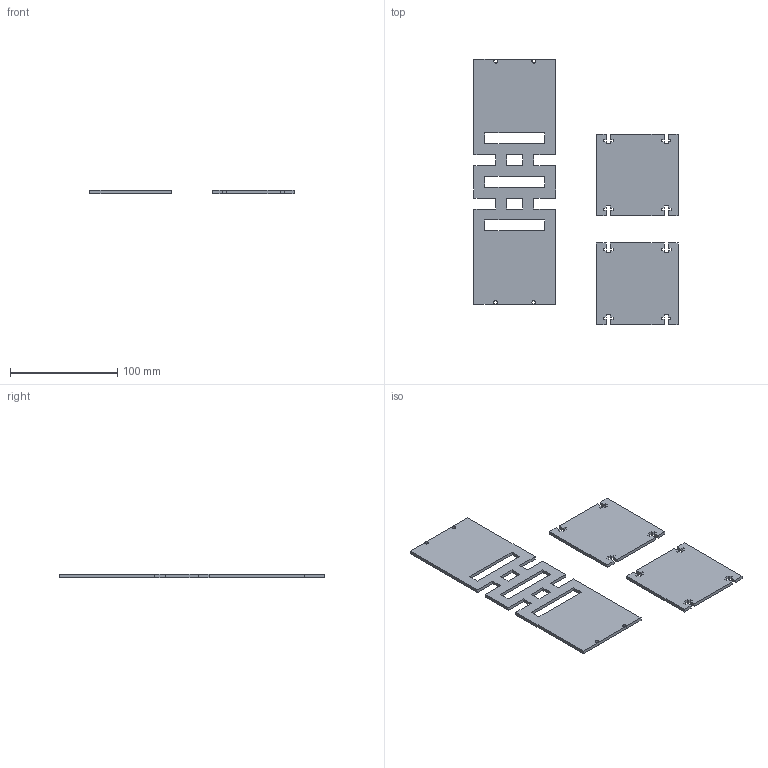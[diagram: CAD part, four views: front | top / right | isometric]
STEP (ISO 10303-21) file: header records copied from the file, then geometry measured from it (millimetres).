
FILE_DESCRIPTION( ( '' ), ' ' );
FILE_NAME( '5b2261a2d232190b70882bfe.step', '2018-06-14T12:37:55', ( '' ), ( '' ), ' ', ' ', ' ' );
FILE_SCHEMA( ( 'AUTOMOTIVE_DESIGN { 1 0 10303 214 1 1 1 1 }' ) );
Length unit declared in the file: metre
Products named in the file (3): Part 1; Part 2; Part 3
Bounding box: 190.5 x 247.56 x 3 mm (x, y, z)
Volume: 77318.1 mm3; surface area: 58033.2 mm2
Topology: 3 solids, 3 shells, 154 faces, 444 edges, 296 vertices
Faces by surface type: plane 150, cylinder 4
Full cylindrical faces by diameter (mm): 3.454 x4
Entity records: 6240 total; most frequent: CARTESIAN_POINT 893, ORIENTED_EDGE 880, DIRECTION 762, EDGE_CURVE 440, LINE 432, VECTOR 432, VERTEX_POINT 296, EDGE_LOOP 176
